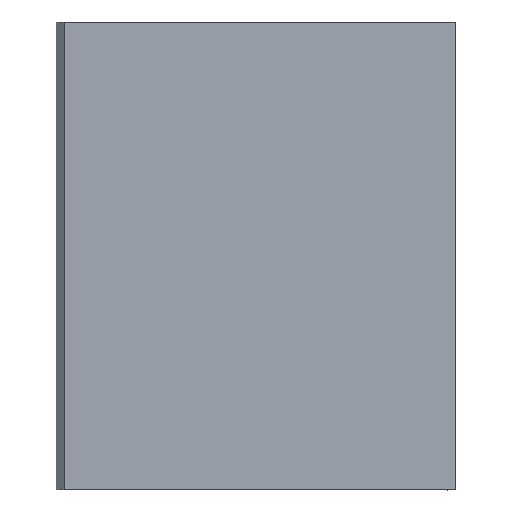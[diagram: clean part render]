
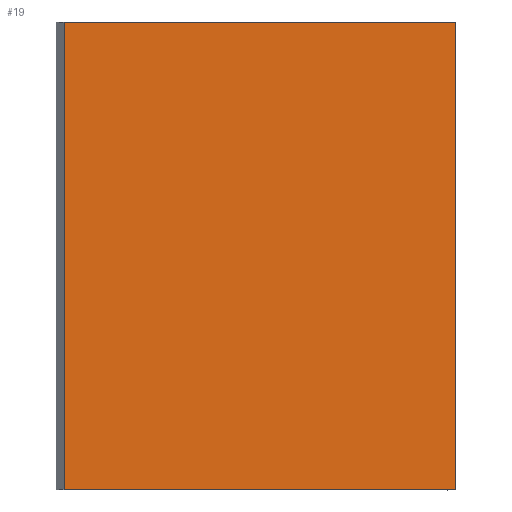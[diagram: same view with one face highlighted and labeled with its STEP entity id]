
A CAD part, top view. The second image highlights one B-rep face of the part: STEP entity #19.
In plain terms, the highlighted planar face has unit normal (0.026, 0, 1).
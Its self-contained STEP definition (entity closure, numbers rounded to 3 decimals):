
#19 = ADVANCED_FACE ( 'NONE', ( #1057 ), #253, .F. ) ;
#40 = VECTOR ( 'NONE', #1062, 1000. ) ;
#41 = EDGE_CURVE ( 'NONE', #982, #143, #549, .T. ) ;
#57 = DIRECTION ( 'NONE',  ( 0., 1., 0. ) ) ;
#79 = LINE ( 'NONE', #1106, #1097 ) ;
#143 = VERTEX_POINT ( 'NONE', #1068 ) ;
#147 = CARTESIAN_POINT ( 'NONE',  ( -41.803, 0., 23.584 ) ) ;
#170 = ORIENTED_EDGE ( 'NONE', *, *, #346, .T. ) ;
#242 = EDGE_CURVE ( 'NONE', #1007, #982, #396, .T. ) ;
#253 = PLANE ( 'NONE',  #643 ) ;
#268 = CARTESIAN_POINT ( 'NONE',  ( 20.201, 3., 21.945 ) ) ;
#270 = EDGE_CURVE ( 'NONE', #143, #772, #79, .T. ) ;
#303 = CARTESIAN_POINT ( 'NONE',  ( -41.803, 0., 23.584 ) ) ;
#346 = EDGE_CURVE ( 'NONE', #1007, #772, #694, .T. ) ;
#396 = LINE ( 'NONE', #147, #462 ) ;
#412 = ORIENTED_EDGE ( 'NONE', *, *, #41, .F. ) ;
#462 = VECTOR ( 'NONE', #57, 1000. ) ;
#530 = VECTOR ( 'NONE', #1087, 1000. ) ;
#549 = LINE ( 'NONE', #825, #530 ) ;
#593 = ORIENTED_EDGE ( 'NONE', *, *, #270, .F. ) ;
#600 = CARTESIAN_POINT ( 'NONE',  ( 17.702, 0., 22.011 ) ) ;
#620 = DIRECTION ( 'NONE',  ( -0.026, 0., -1. ) ) ;
#643 = AXIS2_PLACEMENT_3D ( 'NONE', #268, #620, #890 ) ;
#673 = DIRECTION ( 'NONE',  ( 0., -1., 0. ) ) ;
#694 = LINE ( 'NONE', #979, #40 ) ;
#744 = ORIENTED_EDGE ( 'NONE', *, *, #242, .F. ) ;
#772 = VERTEX_POINT ( 'NONE', #600 ) ;
#775 = EDGE_LOOP ( 'NONE', ( #170, #593, #412, #744 ) ) ;
#804 = CARTESIAN_POINT ( 'NONE',  ( -41.803, 71., 23.584 ) ) ;
#825 = CARTESIAN_POINT ( 'NONE',  ( -54.799, 71., 23.927 ) ) ;
#890 = DIRECTION ( 'NONE',  ( -1., 0., 0.026 ) ) ;
#979 = CARTESIAN_POINT ( 'NONE',  ( 20.201, 0., 21.945 ) ) ;
#982 = VERTEX_POINT ( 'NONE', #804 ) ;
#1007 = VERTEX_POINT ( 'NONE', #303 ) ;
#1057 = FACE_OUTER_BOUND ( 'NONE', #775, .T. ) ;
#1062 = DIRECTION ( 'NONE',  ( 1., 0., -0.026 ) ) ;
#1068 = CARTESIAN_POINT ( 'NONE',  ( 17.702, 71., 22.011 ) ) ;
#1087 = DIRECTION ( 'NONE',  ( 1., 0., -0.026 ) ) ;
#1097 = VECTOR ( 'NONE', #673, 1000. ) ;
#1106 = CARTESIAN_POINT ( 'NONE',  ( 17.702, 71., 22.011 ) ) ;
